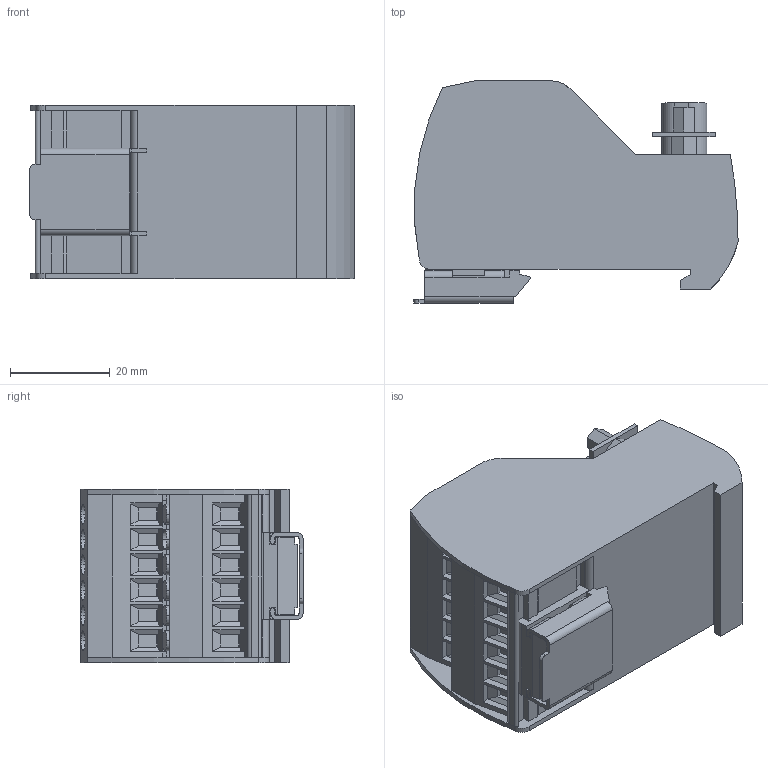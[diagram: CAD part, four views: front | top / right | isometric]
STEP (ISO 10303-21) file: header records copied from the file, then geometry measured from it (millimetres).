
FILE_DESCRIPTION(('SolidDesigner STEP Export'),'2;1');
FILE_NAME('2315117_VIP_2_SC_D_9SUB_M-select.stp','2015-01-23T14:13:38',(''),(''),'Creo Elements/Direct Modeling STEP processor for AP214 (Solid Model)','Creo Elements/Direct Modeling 18.1B 29-Sep-2012 (C) Parametric Technology GmbH','');
FILE_SCHEMA(('AUTOMOTIVE_DESIGN { 1 0 10303 214 1 1 1 1 }'));
Length unit declared in the file: millimetre
Products named in the file (2): 2315117_VIP_2_SC_D_9SUB_M-select
Assembly tree (1 placements, depth 2):
  2315117_VIP_2_SC_D_9SUB_M-select
    2315117_VIP_2_SC_D_9SUB_M-select
Bounding box: 65.05 x 44.57 x 34.74 mm (x, y, z)
Volume: 61968.6 mm3; surface area: 16712.1 mm2
Topology: 1 solids, 1 shells, 415 faces, 1127 edges, 714 vertices
Faces by surface type: plane 335, cylinder 80
Entity records: 15567 total; most frequent: ORIENTED_EDGE 2206, CARTESIAN_POINT 2122, DIRECTION 1942, EDGE_CURVE 1103, VECTOR 898, LINE 898, VERTEX_POINT 702, AXIS2_PLACEMENT_3D 522
